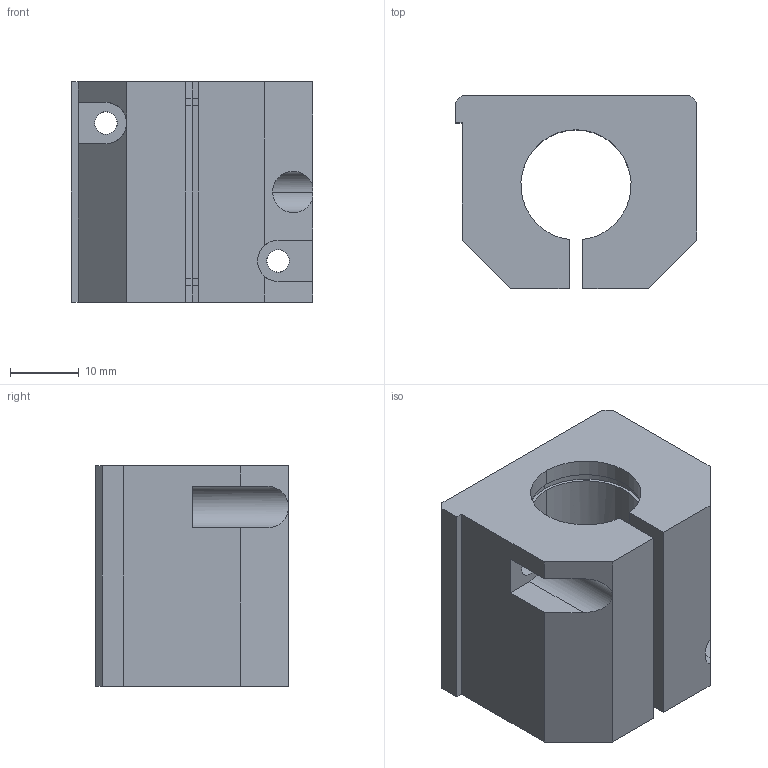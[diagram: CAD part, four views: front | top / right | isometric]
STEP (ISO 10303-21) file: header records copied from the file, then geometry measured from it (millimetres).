
FILE_DESCRIPTION( ( '' ), '1' );
FILE_NAME( 'ag_aj_08_2_03.stp', '2008-04-10T05:06:33', ( '' ), ( '' ), ' ', ' ', ' ' );
FILE_SCHEMA( ( 'CONFIG_CONTROL_DESIGN' ) );
Length unit declared in the file: millimetre
Products named in the file (1): 1
Bounding box: 35 x 28 x 32 mm (x, y, z)
Volume: 20220.7 mm3; surface area: 8177.6 mm2
Topology: 1 solids, 1 shells, 69 faces, 183 edges, 118 vertices
Faces by surface type: plane 31, cylinder 30, cone 8
Entity records: 2234 total; most frequent: CARTESIAN_POINT 407, DIRECTION 388, ORIENTED_EDGE 362, EDGE_CURVE 181, AXIS2_PLACEMENT_3D 139, VERTEX_POINT 118, LINE 110, VECTOR 110
